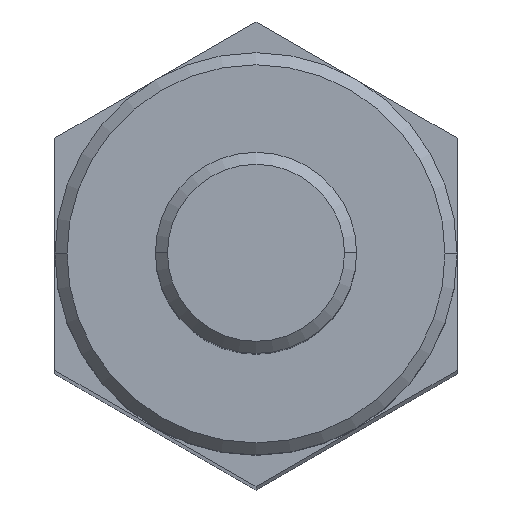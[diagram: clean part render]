
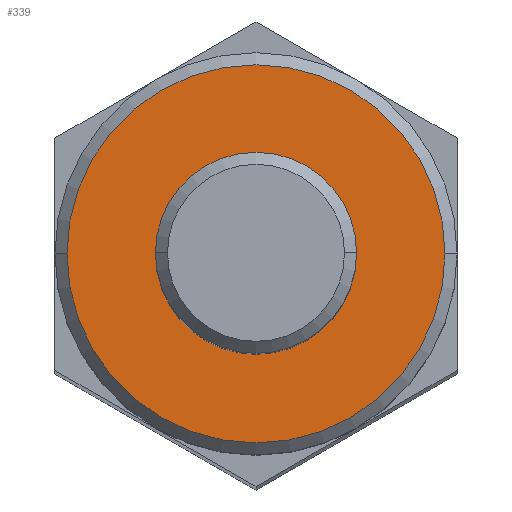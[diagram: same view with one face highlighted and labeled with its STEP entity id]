
A CAD part, top view. The second image highlights one B-rep face of the part: STEP entity #339.
In plain terms, the highlighted planar face has unit normal (0, 0, 1).
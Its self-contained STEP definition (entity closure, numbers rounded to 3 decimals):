
#35 = VERTEX_POINT ( 'NONE', #526 ) ;
#40 = EDGE_CURVE ( 'NONE', #671, #384, #264, .T. ) ;
#73 = DIRECTION ( 'NONE',  ( 0., 0., 1. ) ) ;
#83 = DIRECTION ( 'NONE',  ( -1., 0., 0. ) ) ;
#85 = CIRCLE ( 'NONE', #846, 2.1 ) ;
#88 = ORIENTED_EDGE ( 'NONE', *, *, #172, .T. ) ;
#89 = EDGE_CURVE ( 'NONE', #222, #35, #480, .T. ) ;
#106 = DIRECTION ( 'NONE',  ( -1., 0., 0. ) ) ;
#164 = CARTESIAN_POINT ( 'NONE',  ( 4.7, 0., 56. ) ) ;
#172 = EDGE_CURVE ( 'NONE', #384, #671, #494, .T. ) ;
#177 = CARTESIAN_POINT ( 'NONE',  ( 0., 0., 56. ) ) ;
#183 = FACE_BOUND ( 'NONE', #762, .T. ) ;
#203 = AXIS2_PLACEMENT_3D ( 'NONE', #864, #73, #489 ) ;
#222 = VERTEX_POINT ( 'NONE', #602 ) ;
#225 = DIRECTION ( 'NONE',  ( 0., 0., -1. ) ) ;
#264 = CIRCLE ( 'NONE', #297, 4.7 ) ;
#297 = AXIS2_PLACEMENT_3D ( 'NONE', #177, #743, #106 ) ;
#337 = DIRECTION ( 'NONE',  ( -1., 0., 0. ) ) ;
#339 = ADVANCED_FACE ( 'NONE', ( #476, #183 ), #904, .F. ) ;
#384 = VERTEX_POINT ( 'NONE', #412 ) ;
#412 = CARTESIAN_POINT ( 'NONE',  ( -4.7, 0., 56. ) ) ;
#418 = ORIENTED_EDGE ( 'NONE', *, *, #40, .T. ) ;
#433 = CARTESIAN_POINT ( 'NONE',  ( 0., 0., 56. ) ) ;
#476 = FACE_OUTER_BOUND ( 'NONE', #513, .T. ) ;
#480 = CIRCLE ( 'NONE', #541, 2.1 ) ;
#489 = DIRECTION ( 'NONE',  ( -1., 0., 0. ) ) ;
#494 = CIRCLE ( 'NONE', #203, 4.7 ) ;
#499 = ORIENTED_EDGE ( 'NONE', *, *, #516, .T. ) ;
#513 = EDGE_LOOP ( 'NONE', ( #88, #418 ) ) ;
#516 = EDGE_CURVE ( 'NONE', #35, #222, #85, .T. ) ;
#526 = CARTESIAN_POINT ( 'NONE',  ( 2.1, 0., 56. ) ) ;
#541 = AXIS2_PLACEMENT_3D ( 'NONE', #433, #225, #83 ) ;
#602 = CARTESIAN_POINT ( 'NONE',  ( -2.1, 0., 56. ) ) ;
#630 = CARTESIAN_POINT ( 'NONE',  ( 0., 0., 56. ) ) ;
#641 = DIRECTION ( 'NONE',  ( 0., 0., -1. ) ) ;
#671 = VERTEX_POINT ( 'NONE', #164 ) ;
#676 = DIRECTION ( 'NONE',  ( 0., 0., -1. ) ) ;
#743 = DIRECTION ( 'NONE',  ( 0., 0., 1. ) ) ;
#746 = ORIENTED_EDGE ( 'NONE', *, *, #89, .T. ) ;
#750 = AXIS2_PLACEMENT_3D ( 'NONE', #767, #676, #337 ) ;
#762 = EDGE_LOOP ( 'NONE', ( #746, #499 ) ) ;
#767 = CARTESIAN_POINT ( 'NONE',  ( 0., 2.5, 56. ) ) ;
#789 = DIRECTION ( 'NONE',  ( -1., 0., 0. ) ) ;
#846 = AXIS2_PLACEMENT_3D ( 'NONE', #630, #641, #789 ) ;
#864 = CARTESIAN_POINT ( 'NONE',  ( 0., 0., 56. ) ) ;
#904 = PLANE ( 'NONE',  #750 ) ;
